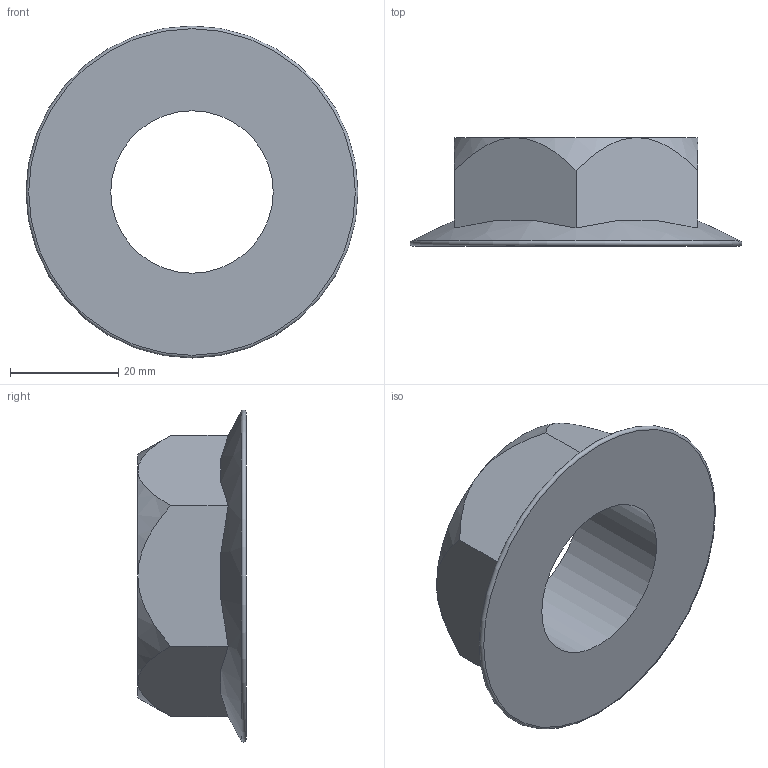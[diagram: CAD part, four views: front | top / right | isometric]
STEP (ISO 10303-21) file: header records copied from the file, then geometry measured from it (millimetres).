
FILE_DESCRIPTION (( 'STEP AP214' ), '1' );
FILE_NAME ('Part11. Rod Nut.STEP', '2025-04-02T10:41:04', ( '' ), ( '' ), 'SwSTEP 2.0', 'SolidWorks 2025', '' );
FILE_SCHEMA (( 'AUTOMOTIVE_DESIGN' ));
Length unit declared in the file: millimetre
Products named in the file (1): Part11. Rod Nut
Bounding box: 61.33 x 20 x 61.33 mm (x, y, z)
Volume: 23778.5 mm3; surface area: 8913 mm2
Topology: 1 solids, 1 shells, 17 faces, 36 edges, 22 vertices
Faces by surface type: plane 8, cone 6, sphere 1, torus 1, cylinder 1
Full cylindrical faces by diameter (mm): 30 x1
Entity records: 615 total; most frequent: CARTESIAN_POINT 238, DIRECTION 74, ORIENTED_EDGE 68, AXIS2_PLACEMENT_3D 34, EDGE_CURVE 34, VERTEX_POINT 22, EDGE_LOOP 22, FACE_OUTER_BOUND 20
